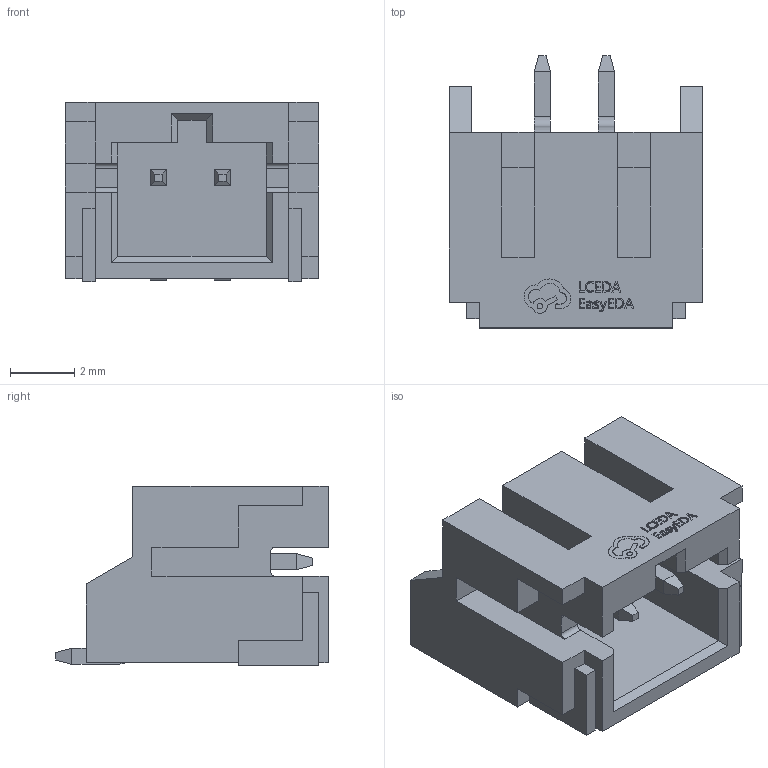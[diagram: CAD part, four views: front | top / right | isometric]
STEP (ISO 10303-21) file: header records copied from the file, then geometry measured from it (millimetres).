
FILE_DESCRIPTION (( 'STEP AP214' ), '1' );
FILE_NAME ('CONN-SMD_2P-P2.00_XUNPU_WAFER-PH2.STEP', '2022-09-18T06:53:11', ( '' ), ( '' ), 'SwSTEP 2.0', 'SolidWorks 2017', '' );
FILE_SCHEMA (( 'AUTOMOTIVE_DESIGN' ));
Length unit declared in the file: millimetre
Products named in the file (1): CONN-SMD_2P-P2.00_XUNPU_WAFER-PH2
Bounding box: 7.9 x 8.5 x 5.61 mm (x, y, z)
Volume: 155.3 mm3; surface area: 408.5 mm2
Topology: 1 solids, 1 shells, 346 faces, 949 edges, 624 vertices
Faces by surface type: plane 238, bspline 98, cylinder 10
Entity records: 15189 total; most frequent: CARTESIAN_POINT 3230, ORIENTED_EDGE 1898, DIRECTION 1267, EDGE_CURVE 949, VECTOR 729, LINE 729, VERTEX_POINT 624, EDGE_LOOP 369
